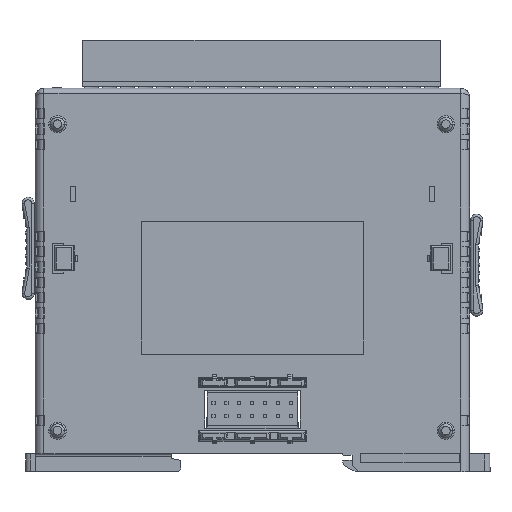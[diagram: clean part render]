
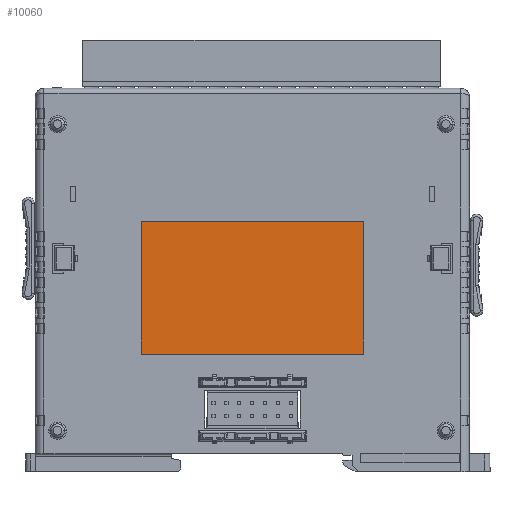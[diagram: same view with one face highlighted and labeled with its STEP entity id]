
A CAD part, left-side view. The second image highlights one B-rep face of the part: STEP entity #10060.
In plain terms, the highlighted planar face has unit normal (-1, 0, 0).
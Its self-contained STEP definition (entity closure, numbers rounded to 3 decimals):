
#741 = VECTOR ( 'NONE', #128856, 1000. ) ;
#8911 = CARTESIAN_POINT ( 'NONE',  ( 83., -53.114, -62.186 ) ) ;
#10060 = ADVANCED_FACE ( 'NONE', ( #173831 ), #31146, .F. ) ;
#11804 = ORIENTED_EDGE ( 'NONE', *, *, #31670, .T. ) ;
#15040 = ORIENTED_EDGE ( 'NONE', *, *, #84805, .T. ) ;
#15316 = DIRECTION ( 'NONE',  ( 0., 0., 1. ) ) ;
#16364 = CARTESIAN_POINT ( 'NONE',  ( 83., -9.714, -62.186 ) ) ;
#16434 = CIRCLE ( 'NONE', #105214, 0.2 ) ;
#17968 = CARTESIAN_POINT ( 'NONE',  ( 83., -9.714, -36.586 ) ) ;
#18629 = DIRECTION ( 'NONE',  ( -1., 0., 0. ) ) ;
#19878 = DIRECTION ( 'NONE',  ( 0., -1., 0. ) ) ;
#23193 = CARTESIAN_POINT ( 'NONE',  ( 83., 10.986, -36.386 ) ) ;
#31146 = PLANE ( 'NONE',  #188104 ) ;
#31375 = VERTEX_POINT ( 'NONE', #17968 ) ;
#31670 = EDGE_CURVE ( 'NONE', #39401, #121035, #181127, .T. ) ;
#32100 = VECTOR ( 'NONE', #36127, 1000. ) ;
#36025 = ORIENTED_EDGE ( 'NONE', *, *, #148614, .T. ) ;
#36127 = DIRECTION ( 'NONE',  ( 0., 1., 0. ) ) ;
#37272 = DIRECTION ( 'NONE',  ( 0., -1., 0. ) ) ;
#37619 = DIRECTION ( 'NONE',  ( -1., 0., 0. ) ) ;
#39401 = VERTEX_POINT ( 'NONE', #121054 ) ;
#43340 = DIRECTION ( 'NONE',  ( 0., -1., 0. ) ) ;
#43616 = LINE ( 'NONE', #23193, #32100 ) ;
#44936 = CIRCLE ( 'NONE', #105353, 0.2 ) ;
#45980 = CARTESIAN_POINT ( 'NONE',  ( 83., 10.986, -75.386 ) ) ;
#46603 = DIRECTION ( 'NONE',  ( 1., 0., 0. ) ) ;
#48261 = ORIENTED_EDGE ( 'NONE', *, *, #165196, .T. ) ;
#49022 = CARTESIAN_POINT ( 'NONE',  ( 83., -9.914, -36.386 ) ) ;
#49755 = ORIENTED_EDGE ( 'NONE', *, *, #106282, .T. ) ;
#64515 = LINE ( 'NONE', #119186, #136054 ) ;
#66268 = DIRECTION ( 'NONE',  ( -1., 0., 0. ) ) ;
#73784 = EDGE_CURVE ( 'NONE', #109550, #117276, #43616, .T. ) ;
#74361 = DIRECTION ( 'NONE',  ( 0., 0., 1. ) ) ;
#77329 = AXIS2_PLACEMENT_3D ( 'NONE', #8911, #66268, #37272 ) ;
#82718 = CARTESIAN_POINT ( 'NONE',  ( 83., -9.914, -36.586 ) ) ;
#84601 = DIRECTION ( 'NONE',  ( 0., -1., 0. ) ) ;
#84805 = EDGE_CURVE ( 'NONE', #117276, #31375, #144201, .T. ) ;
#87151 = DIRECTION ( 'NONE',  ( -1., 0., 0. ) ) ;
#89355 = ORIENTED_EDGE ( 'NONE', *, *, #73784, .T. ) ;
#90936 = CARTESIAN_POINT ( 'NONE',  ( 83., -53.114, -36.386 ) ) ;
#93292 = VERTEX_POINT ( 'NONE', #154021 ) ;
#98860 = LINE ( 'NONE', #141397, #119632 ) ;
#100171 = AXIS2_PLACEMENT_3D ( 'NONE', #82718, #37619, #84601 ) ;
#101840 = VERTEX_POINT ( 'NONE', #169437 ) ;
#103016 = EDGE_CURVE ( 'NONE', #31375, #162093, #98860, .T. ) ;
#105214 = AXIS2_PLACEMENT_3D ( 'NONE', #107082, #18629, #19878 ) ;
#105353 = AXIS2_PLACEMENT_3D ( 'NONE', #175847, #87151, #43340 ) ;
#106282 = EDGE_CURVE ( 'NONE', #162093, #39401, #44936, .T. ) ;
#107082 = CARTESIAN_POINT ( 'NONE',  ( 83., -53.114, -36.586 ) ) ;
#108476 = ORIENTED_EDGE ( 'NONE', *, *, #103016, .T. ) ;
#109550 = VERTEX_POINT ( 'NONE', #90936 ) ;
#117276 = VERTEX_POINT ( 'NONE', #49022 ) ;
#119186 = CARTESIAN_POINT ( 'NONE',  ( 83., -53.314, -75.386 ) ) ;
#119632 = VECTOR ( 'NONE', #189193, 1000. ) ;
#121035 = VERTEX_POINT ( 'NONE', #134627 ) ;
#121054 = CARTESIAN_POINT ( 'NONE',  ( 83., -9.914, -62.386 ) ) ;
#122697 = CIRCLE ( 'NONE', #77329, 0.2 ) ;
#128856 = DIRECTION ( 'NONE',  ( 0., -1., 0. ) ) ;
#134627 = CARTESIAN_POINT ( 'NONE',  ( 83., -53.114, -62.386 ) ) ;
#136054 = VECTOR ( 'NONE', #15316, 1000. ) ;
#137454 = ORIENTED_EDGE ( 'NONE', *, *, #148909, .T. ) ;
#141397 = CARTESIAN_POINT ( 'NONE',  ( 83., -9.714, -75.386 ) ) ;
#144201 = CIRCLE ( 'NONE', #100171, 0.2 ) ;
#148614 = EDGE_CURVE ( 'NONE', #101840, #109550, #16434, .T. ) ;
#148909 = EDGE_CURVE ( 'NONE', #93292, #101840, #64515, .T. ) ;
#154021 = CARTESIAN_POINT ( 'NONE',  ( 83., -53.314, -62.186 ) ) ;
#162093 = VERTEX_POINT ( 'NONE', #16364 ) ;
#164699 = EDGE_LOOP ( 'NONE', ( #49755, #11804, #48261, #137454, #36025, #89355, #15040, #108476 ) ) ;
#165196 = EDGE_CURVE ( 'NONE', #121035, #93292, #122697, .T. ) ;
#169437 = CARTESIAN_POINT ( 'NONE',  ( 83., -53.314, -36.586 ) ) ;
#173831 = FACE_OUTER_BOUND ( 'NONE', #164699, .T. ) ;
#175847 = CARTESIAN_POINT ( 'NONE',  ( 83., -9.914, -62.186 ) ) ;
#181127 = LINE ( 'NONE', #189666, #741 ) ;
#188104 = AXIS2_PLACEMENT_3D ( 'NONE', #45980, #46603, #74361 ) ;
#189193 = DIRECTION ( 'NONE',  ( 0., 0., -1. ) ) ;
#189666 = CARTESIAN_POINT ( 'NONE',  ( 83., 10.986, -62.386 ) ) ;
